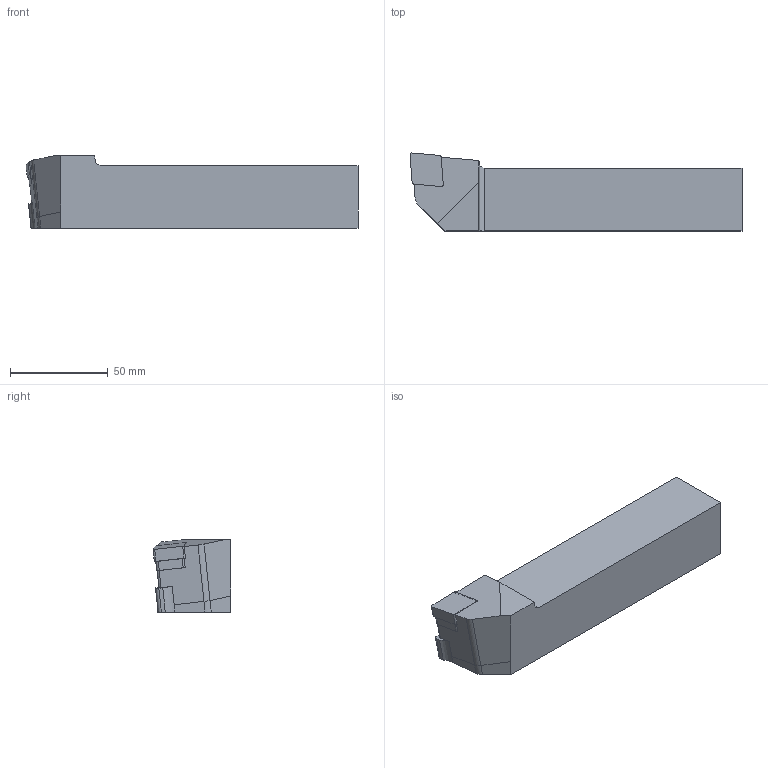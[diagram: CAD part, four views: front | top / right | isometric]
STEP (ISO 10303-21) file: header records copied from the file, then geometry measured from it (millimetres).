
FILE_DESCRIPTION(/* description */ (''),/* implementation_level */ '2;1');
FILE_NAME(/* name */ 'PCLNL-3232-P16-H.stp',/* time_stamp */ '2023-09-29T12:28:17+03:00',/* author */ (''),/* organization */ (''),/* preprocessor_version */ 'ST-DEVELOPER v19.4',/* originating_system */ 'SIEMENS PLM Software NX2306.3001',/* authorisation */ '');
FILE_SCHEMA (('AUTOMOTIVE_DESIGN { 1 0 10303 214 3 1 1 1 }'));
Length unit declared in the file: millimetre
Products named in the file (1): PCLNR-3232-P16-H
Bounding box: 169.93 x 39.92 x 37 mm (x, y, z)
Volume: 175584.1 mm3; surface area: 24772.3 mm2
Topology: 2 solids, 2 shells, 49 faces, 129 edges, 84 vertices
Faces by surface type: plane 35, cylinder 14
Entity records: 1604 total; most frequent: CARTESIAN_POINT 263, ORIENTED_EDGE 258, DIRECTION 258, EDGE_CURVE 129, LINE 100, VECTOR 100, VERTEX_POINT 84, AXIS2_PLACEMENT_3D 79
